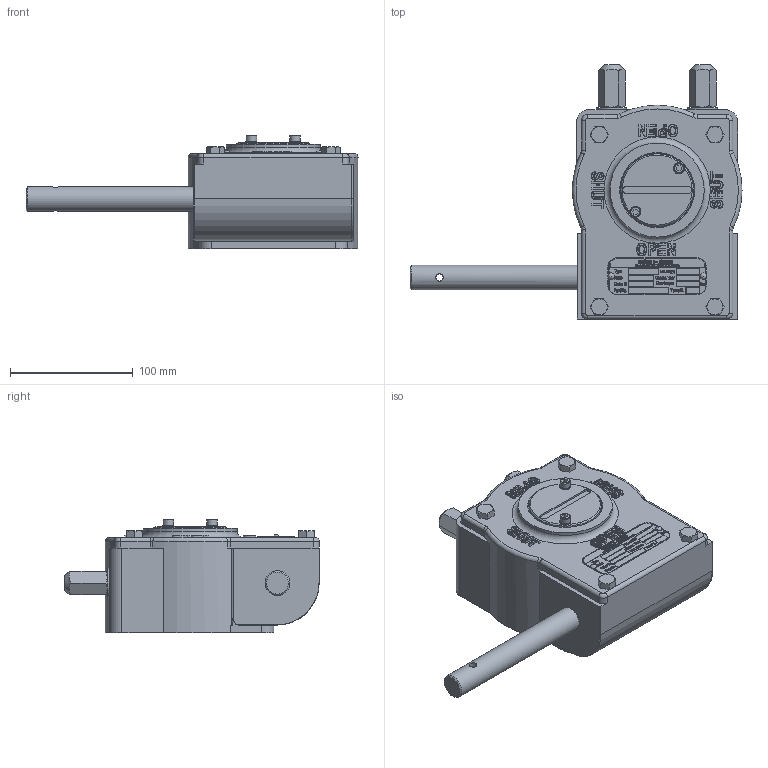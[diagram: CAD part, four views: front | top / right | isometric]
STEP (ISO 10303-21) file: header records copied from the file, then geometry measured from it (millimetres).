
FILE_DESCRIPTION(/* description */ ('Unknown'),/* implementation_level */ '2;1');
FILE_NAME(/* name */ 'AB550SS RH r01',/* time_stamp */ '2018-07-13T07:52:07+02:00',/* author */ ('Unknown'),/* organization */ ('Unknown'),/* preprocessor_version */ 'ST-DEVELOPER v16.7',/* originating_system */ 'DEX',/* authorisation */ $);
FILE_SCHEMA (('AUTOMOTIVE_DESIGN {1 0 10303 214 3 1 1}'));
Length unit declared in the file: millimetre
Products named in the file (1): AB550SS RH
Bounding box: 270 x 207 x 92.5 mm (x, y, z)
Volume: 1738969.8 mm3; surface area: 117533.8 mm2
Topology: 1 solids, 1 shells, 2124 faces, 5185 edges, 3179 vertices
Faces by surface type: plane 1184, cylinder 393, bspline 268, torus 135, sphere 110, cone 34
Full cylindrical faces by diameter (mm): 2.9 x2, 6 x1, 8.5 x2, 9 x2, 16 x1, 20 x1, 24 x2, 25 x2, 57.1 x1, 57.46 x1, 59 x2, 60 x2, 76.5 x1
Entity records: 88091 total; most frequent: CARTESIAN_POINT 26375, ORIENTED_EDGE 9958, DIRECTION 8782, EDGE_CURVE 4979, VERTEX_POINT 3148, LINE 3020, VECTOR 3020, AXIS2_PLACEMENT_3D 2881
